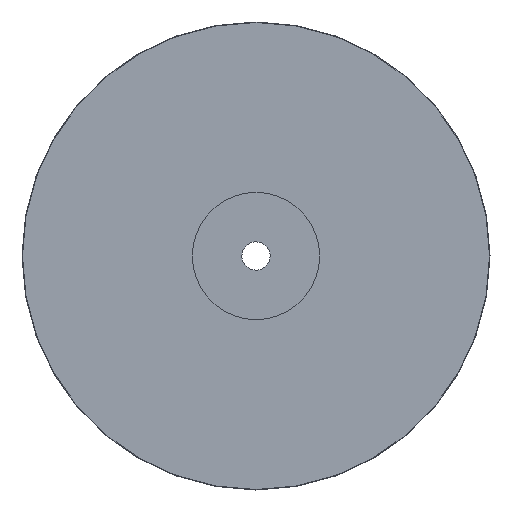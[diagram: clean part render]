
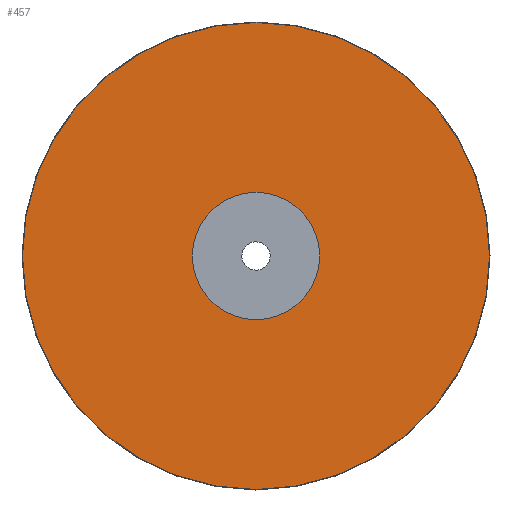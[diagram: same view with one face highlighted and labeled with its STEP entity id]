
A CAD part, front view. The second image highlights one B-rep face of the part: STEP entity #457.
In plain terms, the highlighted planar face has unit normal (0, -1, 0).
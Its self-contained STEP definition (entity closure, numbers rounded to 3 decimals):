
#84=FACE_BOUND('',#136,.T.);
#105=FACE_OUTER_BOUND('',#135,.T.);
#135=EDGE_LOOP('',(#389,#390));
#136=EDGE_LOOP('',(#391,#392));
#163=CIRCLE('',#520,4.5);
#164=CIRCLE('',#521,4.5);
#165=CIRCLE('',#523,16.5);
#166=CIRCLE('',#524,16.5);
#213=VERTEX_POINT('',#950);
#214=VERTEX_POINT('',#951);
#215=VERTEX_POINT('',#956);
#216=VERTEX_POINT('',#957);
#274=EDGE_CURVE('',#213,#214,#163,.T.);
#275=EDGE_CURVE('',#214,#213,#164,.T.);
#277=EDGE_CURVE('',#215,#216,#165,.T.);
#278=EDGE_CURVE('',#216,#215,#166,.T.);
#389=ORIENTED_EDGE('',*,*,#277,.F.);
#390=ORIENTED_EDGE('',*,*,#278,.F.);
#391=ORIENTED_EDGE('',*,*,#274,.T.);
#392=ORIENTED_EDGE('',*,*,#275,.T.);
#436=PLANE('',#522);
#457=ADVANCED_FACE('',(#105,#84),#436,.T.);
#520=AXIS2_PLACEMENT_3D('',#952,#629,#630);
#521=AXIS2_PLACEMENT_3D('',#953,#631,#632);
#522=AXIS2_PLACEMENT_3D('',#955,#634,#635);
#523=AXIS2_PLACEMENT_3D('',#958,#636,#637);
#524=AXIS2_PLACEMENT_3D('',#959,#638,#639);
#629=DIRECTION('center_axis',(0.,1.,0.));
#630=DIRECTION('ref_axis',(1.,0.,0.));
#631=DIRECTION('center_axis',(0.,1.,0.));
#632=DIRECTION('ref_axis',(1.,0.,0.));
#634=DIRECTION('center_axis',(0.,-1.,0.));
#635=DIRECTION('ref_axis',(0.,0.,-1.));
#636=DIRECTION('center_axis',(0.,1.,0.));
#637=DIRECTION('ref_axis',(1.,0.,0.));
#638=DIRECTION('center_axis',(0.,1.,0.));
#639=DIRECTION('ref_axis',(1.,0.,0.));
#950=CARTESIAN_POINT('',(-4.5,0.,0.));
#951=CARTESIAN_POINT('',(4.5,0.,0.));
#952=CARTESIAN_POINT('Origin',(0.,0.,
0.));
#953=CARTESIAN_POINT('Origin',(0.,0.,
0.));
#955=CARTESIAN_POINT('Origin',(-16.5,0.,0.));
#956=CARTESIAN_POINT('',(-16.5,0.,0.));
#957=CARTESIAN_POINT('',(0.,0.,-16.5));
#958=CARTESIAN_POINT('Origin',(0.,0.,
0.));
#959=CARTESIAN_POINT('Origin',(0.,0.,
0.));
